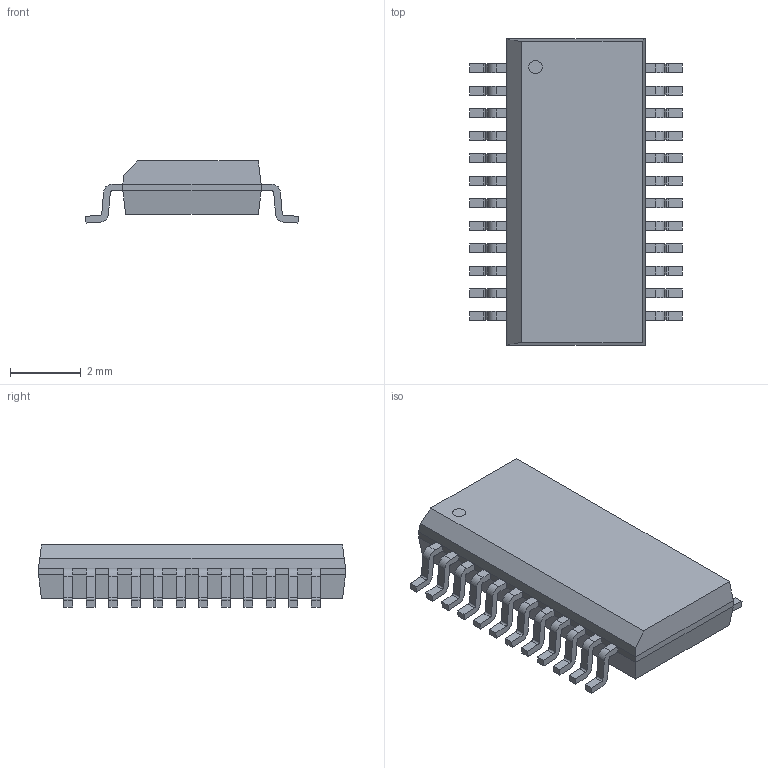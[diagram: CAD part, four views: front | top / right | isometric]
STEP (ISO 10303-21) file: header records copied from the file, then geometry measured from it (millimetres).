
FILE_DESCRIPTION(/* description */ (''),/* implementation_level */ '2;1');
FILE_NAME(/* name */ 'SOP-24_3.8x9.8mm_P0.65mm.step',/* time_stamp */ '2024-03-25T00:23:15-05:00',/* author */ (''),/* organization */ (''),/* preprocessor_version */ 'ST-DEVELOPER v20',/* originating_system */ 'Autodesk Translation Framework v12.20.1.177',/* authorisation */ '');
FILE_SCHEMA (('AUTOMOTIVE_DESIGN { 1 0 10303 214 3 1 1 }'));
Length unit declared in the file: millimetre
Products named in the file (1): (Unsaved)
Bounding box: 6 x 8.65 x 1.75 mm (x, y, z)
Volume: 50.8 mm3; surface area: 138.9 mm2
Topology: 26 solids, 26 shells, 356 faces, 901 edges, 598 vertices
Faces by surface type: plane 258, cylinder 98
Full cylindrical faces by diameter (mm): 0.376 x2
Entity records: 10686 total; most frequent: CARTESIAN_POINT 1856, DIRECTION 1811, ORIENTED_EDGE 1802, EDGE_CURVE 901, LINE 705, VECTOR 705, VERTEX_POINT 598, AXIS2_PLACEMENT_3D 553
